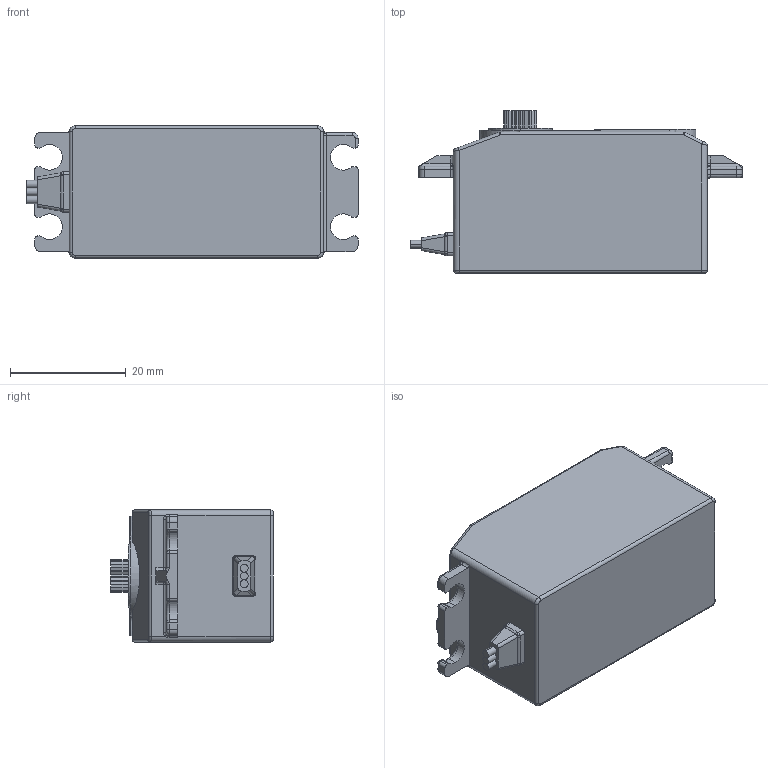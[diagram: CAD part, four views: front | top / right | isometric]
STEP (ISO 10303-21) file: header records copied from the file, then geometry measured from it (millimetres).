
FILE_DESCRIPTION (( 'STEP AP203' ), '1' );
FILE_NAME ('servo Hitec HS-77BB.STEP', '2016-07-08T00:43:59', ( 'Ant' ), ( '' ), 'SwSTEP 2.0', 'SolidWorks 2016', '' );
FILE_SCHEMA (( 'CONFIG_CONTROL_DESIGN' ));
Length unit declared in the file: millimetre
Products named in the file (1): servo Hitec HS-77BB
Bounding box: 57.41 x 28.09 x 22.86 mm (x, y, z)
Volume: 24948.1 mm3; surface area: 5859.5 mm2
Topology: 5 solids, 5 shells, 343 faces, 872 edges, 512 vertices
Faces by surface type: plane 142, cylinder 123, torus 31, sphere 28, bspline 17, cone 2
Entity records: 10352 total; most frequent: CARTESIAN_POINT 2198, DIRECTION 1733, ORIENTED_EDGE 1684, EDGE_CURVE 842, AXIS2_PLACEMENT_3D 619, VERTEX_POINT 512, VECTOR 495, LINE 495
